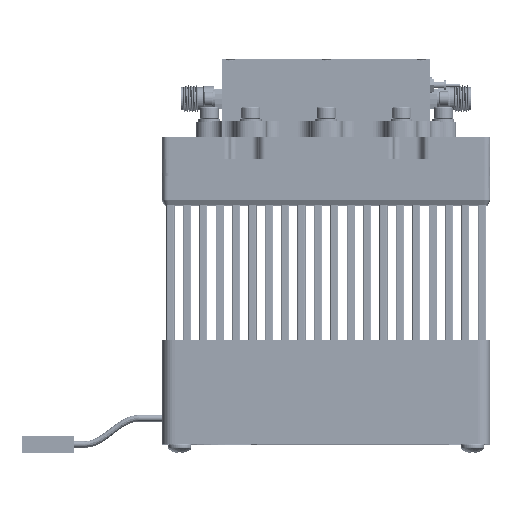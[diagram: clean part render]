
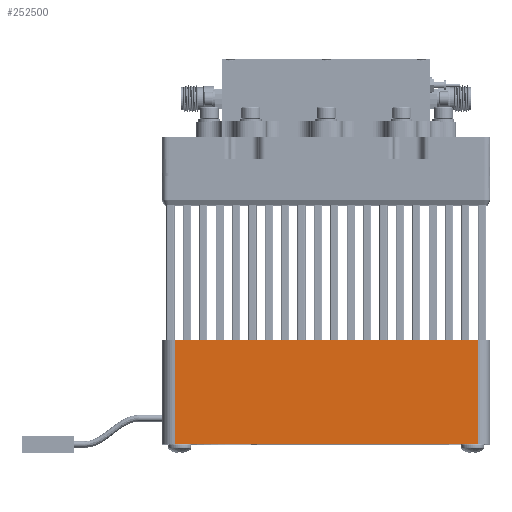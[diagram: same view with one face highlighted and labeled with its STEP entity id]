
A CAD part, top view. The second image highlights one B-rep face of the part: STEP entity #252500.
In plain terms, the highlighted planar face has unit normal (0, 0, 1).
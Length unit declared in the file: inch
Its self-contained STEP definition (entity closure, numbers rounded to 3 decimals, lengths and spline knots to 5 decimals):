
#3187 = CARTESIAN_POINT ( 'NONE',  ( -1.5748, -1.9498, 3.25717 ) ) ;
#36513 = CARTESIAN_POINT ( 'NONE',  ( 1.45669, -2.9498, 3.25717 ) ) ;
#37388 = DIRECTION ( 'NONE',  ( 1., 0., 0. ) ) ;
#38772 = EDGE_CURVE ( 'NONE', #212767, #360303, #411202, .T. ) ;
#42037 = CARTESIAN_POINT ( 'NONE',  ( -1.5748, -2.9498, 3.25717 ) ) ;
#48114 = EDGE_CURVE ( 'NONE', #475234, #212767, #282484, .T. ) ;
#63897 = VERTEX_POINT ( 'NONE', #100528 ) ;
#83156 = DIRECTION ( 'NONE',  ( -1., 0., 0. ) ) ;
#83651 = LINE ( 'NONE', #3187, #111360 ) ;
#92109 = DIRECTION ( 'NONE',  ( 0., -1., 0. ) ) ;
#100528 = CARTESIAN_POINT ( 'NONE',  ( 1.45669, -1.9498, 3.25717 ) ) ;
#111360 = VECTOR ( 'NONE', #37388, 39.37008 ) ;
#115808 = ORIENTED_EDGE ( 'NONE', *, *, #38772, .T. ) ;
#140617 = CARTESIAN_POINT ( 'NONE',  ( -1.45669, -2.9498, 3.25717 ) ) ;
#185508 = EDGE_CURVE ( 'NONE', #475234, #63897, #83651, .T. ) ;
#199533 = VECTOR ( 'NONE', #220371, 39.37008 ) ;
#204269 = AXIS2_PLACEMENT_3D ( 'NONE', #307858, #224781, #83156 ) ;
#212767 = VERTEX_POINT ( 'NONE', #248570 ) ;
#219139 = VECTOR ( 'NONE', #243516, 39.37008 ) ;
#220371 = DIRECTION ( 'NONE',  ( 1., 0., 0. ) ) ;
#224781 = DIRECTION ( 'NONE',  ( 0., 0., 1. ) ) ;
#232290 = ORIENTED_EDGE ( 'NONE', *, *, #48114, .T. ) ;
#243516 = DIRECTION ( 'NONE',  ( 0., 1., 0. ) ) ;
#248570 = CARTESIAN_POINT ( 'NONE',  ( -1.45669, -2.9498, 3.25717 ) ) ;
#252500 = ADVANCED_FACE ( 'NONE', ( #310246 ), #452404, .T. ) ;
#282484 = LINE ( 'NONE', #140617, #368800 ) ;
#283515 = EDGE_CURVE ( 'NONE', #360303, #63897, #390336, .T. ) ;
#297054 = ORIENTED_EDGE ( 'NONE', *, *, #185508, .F. ) ;
#305148 = CARTESIAN_POINT ( 'NONE',  ( -1.45669, -1.9498, 3.25717 ) ) ;
#307858 = CARTESIAN_POINT ( 'NONE',  ( -1.5748, -2.9498, 3.25717 ) ) ;
#310246 = FACE_OUTER_BOUND ( 'NONE', #471009, .T. ) ;
#360303 = VERTEX_POINT ( 'NONE', #36513 ) ;
#368800 = VECTOR ( 'NONE', #92109, 39.37008 ) ;
#376113 = ORIENTED_EDGE ( 'NONE', *, *, #283515, .T. ) ;
#390336 = LINE ( 'NONE', #463889, #219139 ) ;
#411202 = LINE ( 'NONE', #42037, #199533 ) ;
#452404 = PLANE ( 'NONE',  #204269 ) ;
#463889 = CARTESIAN_POINT ( 'NONE',  ( 1.45669, -1.9498, 3.25717 ) ) ;
#471009 = EDGE_LOOP ( 'NONE', ( #297054, #232290, #115808, #376113 ) ) ;
#475234 = VERTEX_POINT ( 'NONE', #305148 ) ;
